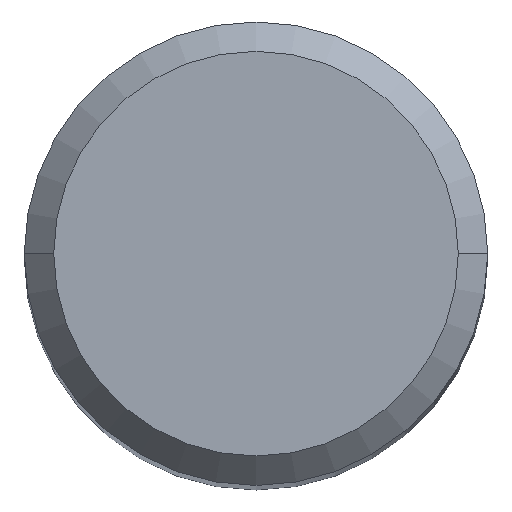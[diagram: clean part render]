
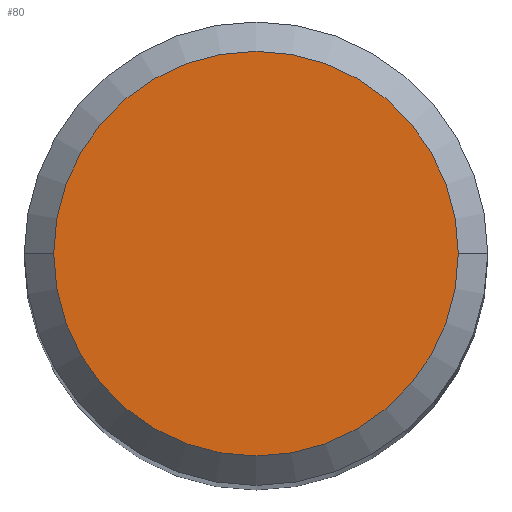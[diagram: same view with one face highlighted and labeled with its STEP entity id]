
A CAD part, top view. The second image highlights one B-rep face of the part: STEP entity #80.
In plain terms, the highlighted planar face has unit normal (0, 0, 1).
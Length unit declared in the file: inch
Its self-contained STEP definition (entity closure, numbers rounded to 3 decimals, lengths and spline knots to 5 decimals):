
#8 = DIRECTION ( 'NONE',  ( 1., 0., 0. ) ) ;
#41 = PLANE ( 'NONE',  #224 ) ;
#44 = CARTESIAN_POINT ( 'NONE',  ( 0.10311, 0., 2.24409 ) ) ;
#61 = CIRCLE ( 'NONE', #229, 0.10311 ) ;
#64 = DIRECTION ( 'NONE',  ( 0., 0., 1. ) ) ;
#73 = CIRCLE ( 'NONE', #230, 0.10311 ) ;
#80 = ADVANCED_FACE ( 'NONE', ( #174 ), #41, .T. ) ;
#86 = VERTEX_POINT ( 'NONE', #44 ) ;
#90 = DIRECTION ( 'NONE',  ( 0., 0., 1. ) ) ;
#92 = CARTESIAN_POINT ( 'NONE',  ( -0.10311, 0., 2.24409 ) ) ;
#170 = VERTEX_POINT ( 'NONE', #92 ) ;
#174 = FACE_OUTER_BOUND ( 'NONE', #185, .T. ) ;
#185 = EDGE_LOOP ( 'NONE', ( #210, #252 ) ) ;
#199 = CARTESIAN_POINT ( 'NONE',  ( 0., 0., 2.24409 ) ) ;
#203 = EDGE_CURVE ( 'NONE', #170, #86, #61, .T. ) ;
#210 = ORIENTED_EDGE ( 'NONE', *, *, #203, .T. ) ;
#212 = CARTESIAN_POINT ( 'NONE',  ( 0., 0., 2.24409 ) ) ;
#216 = DIRECTION ( 'NONE',  ( 0., 0., 1. ) ) ;
#224 = AXIS2_PLACEMENT_3D ( 'NONE', #199, #64, #246 ) ;
#229 = AXIS2_PLACEMENT_3D ( 'NONE', #275, #90, #295 ) ;
#230 = AXIS2_PLACEMENT_3D ( 'NONE', #212, #216, #8 ) ;
#246 = DIRECTION ( 'NONE',  ( 1., 0., 0. ) ) ;
#252 = ORIENTED_EDGE ( 'NONE', *, *, #271, .T. ) ;
#271 = EDGE_CURVE ( 'NONE', #86, #170, #73, .T. ) ;
#275 = CARTESIAN_POINT ( 'NONE',  ( 0., 0., 2.24409 ) ) ;
#295 = DIRECTION ( 'NONE',  ( 1., 0., 0. ) ) ;
